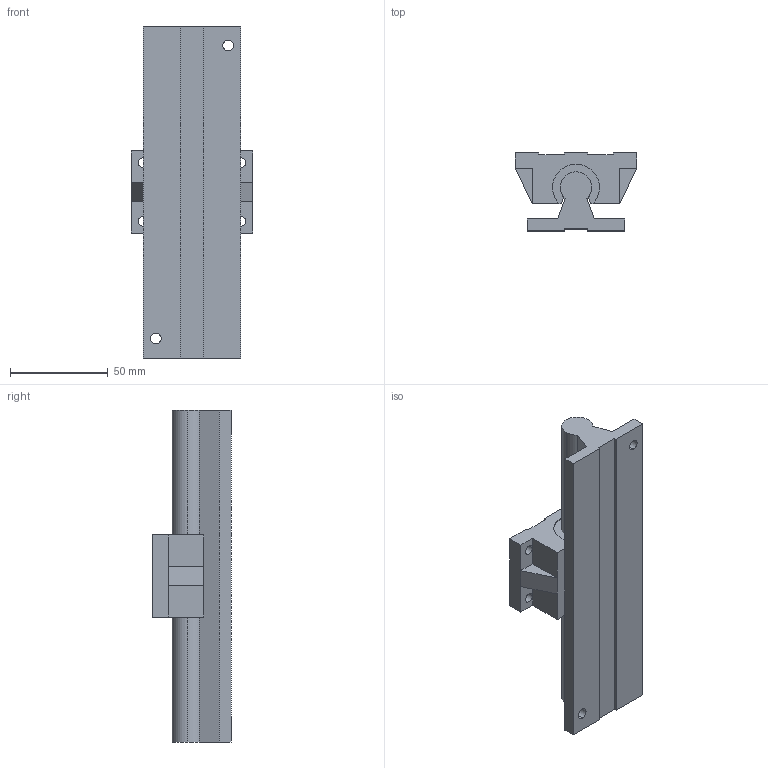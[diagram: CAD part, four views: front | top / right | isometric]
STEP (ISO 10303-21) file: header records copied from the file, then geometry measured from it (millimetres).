
FILE_DESCRIPTION (( 'STEP AP214' ), '1' );
FILE_NAME ('TBR16.STEP', '2025-12-03T09:28:27', ( '' ), ( '' ), 'SwSTEP 2.0', 'SolidWorks 2024', '' );
FILE_SCHEMA (( 'AUTOMOTIVE_DESIGN' ));
Length unit declared in the file: millimetre
Products named in the file (1): TBR16
Bounding box: 62 x 40 x 170 mm (x, y, z)
Volume: 151553.3 mm3; surface area: 39198.6 mm2
Topology: 2 solids, 2 shells, 339 faces, 932 edges, 616 vertices
Faces by surface type: plane 210, bspline 105, cylinder 24
Entity records: 16352 total; most frequent: CARTESIAN_POINT 8353, ORIENTED_EDGE 1864, DIRECTION 1240, EDGE_CURVE 932, LINE 674, VECTOR 674, VERTEX_POINT 616, EDGE_LOOP 370
